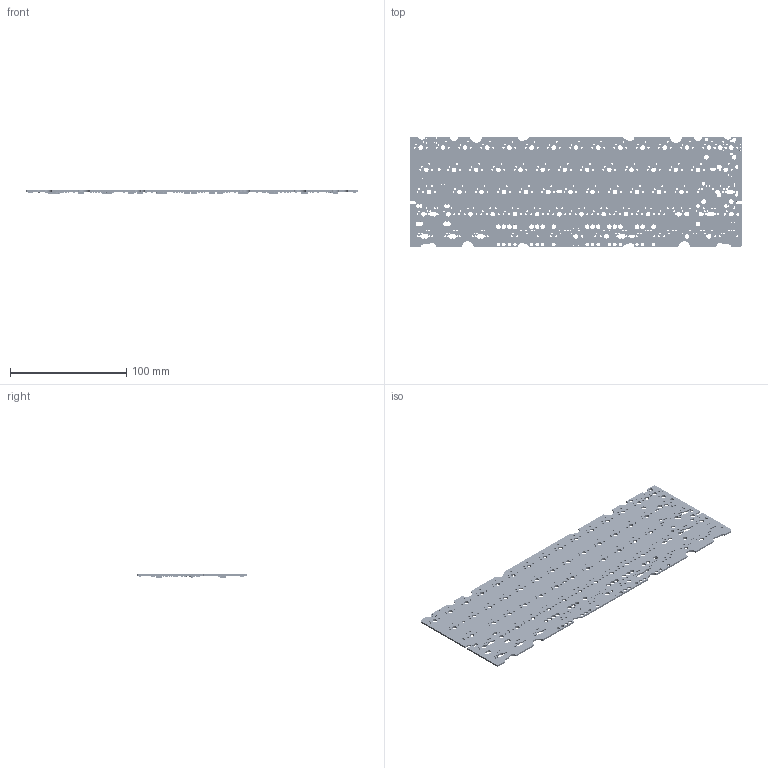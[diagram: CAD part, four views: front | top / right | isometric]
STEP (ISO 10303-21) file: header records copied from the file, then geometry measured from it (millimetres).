
FILE_DESCRIPTION(/* description */ (''),/* implementation_level */ '2;1');
FILE_NAME(/* name */ 'pi60_v1.1 combined.step',/* time_stamp */ '2023-09-16T08:38:18-05:00',/* author */ (''),/* organization */ (''),/* preprocessor_version */ 'ST-DEVELOPER v20',/* originating_system */ 'Autodesk Translation Framework v12.9.0.99',/* authorisation */ '');
FILE_SCHEMA (('AUTOMOTIVE_DESIGN { 1 0 10303 214 3 1 1 }'));
Products named in the file (17): pi60_v1.1; pi60_v1.1 PCB; PCB; SW_SPST_TL3342; SOLID (5); Fuse_1206_3216Metric; SOLID (4); R_0402_1005Metric; SOLID (3); SOT-23; SOLID (6); LED_WS2812B_PLCC4_5.0x5.0mm_P3.2mm; SOLID (1); C_0402_1005Metric; SOLID (2); D_SOD-123; SOLID
Assembly tree (123 placements, depth 4):
  pi60_v1.1
    pi60_v1.1 PCB
      PCB
      C_0402_1005Metric  x15
        SOLID (2)
      D_SOD-123  x68
        SOLID
      LED_WS2812B_PLCC4_5.0x5.0mm_P3.2mm  x21
        SOLID (1)
      R_0402_1005Metric  x7
        SOLID (3)
      SW_SPST_TL3342
        SOLID (5)
      Fuse_1206_3216Metric
        SOLID (4)
      SOT-23
        SOLID (6)
Bounding box: 285 x 94.6 x 3.23 mm (x, y, z)
Volume: 39454.2 mm3; surface area: 58747.5 mm2
Topology: 116 solids, 117 shells, 8629 faces, 21904 edges, 13605 vertices
Faces by surface type: plane 6735, cylinder 1864, cone 21, bspline 8, torus 1
Full cylindrical faces by diameter (mm): 0.35 x9, 0.65 x2, 1 x16, 1.47 x200, 1.75 x136, 2 x1, 2.5 x1, 3.048 x23, 3.333 x21, 3.988 x77
Entity records: 77189 total; most frequent: CARTESIAN_POINT 14797, DIRECTION 12774, ORIENTED_EDGE 12352, EDGE_CURVE 6176, LINE 4258, VECTOR 4258, AXIS2_PLACEMENT_3D 4258, VERTEX_POINT 4025
